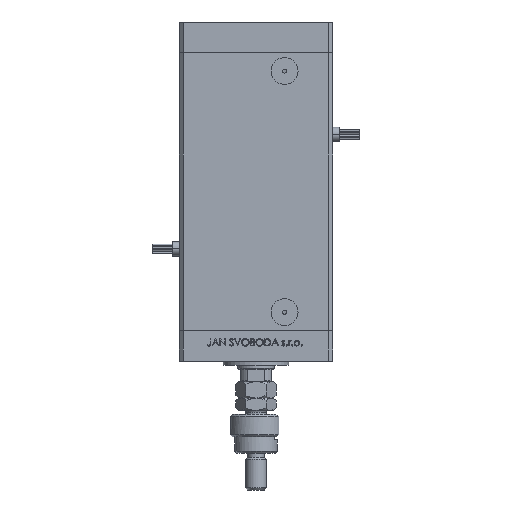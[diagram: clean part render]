
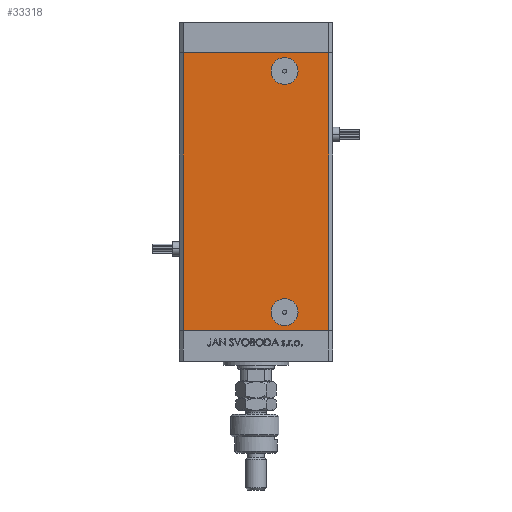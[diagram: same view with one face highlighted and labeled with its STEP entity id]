
A CAD part, front view. The second image highlights one B-rep face of the part: STEP entity #33318.
In plain terms, the highlighted planar face has unit normal (0, -1, 0).
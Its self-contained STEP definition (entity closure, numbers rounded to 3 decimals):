
#416 = EDGE_CURVE ( 'NONE', #17508, #44435, #36567, .T. ) ;
#547 = EDGE_LOOP ( 'NONE', ( #39697, #14861, #51785, #33140 ) ) ;
#1702 = CARTESIAN_POINT ( 'NONE',  ( 35.5, -32.5, 136. ) ) ;
#2129 = VECTOR ( 'NONE', #6520, 1000. ) ;
#2598 = CARTESIAN_POINT ( 'NONE',  ( 35.5, -32.5, 136. ) ) ;
#5178 = VERTEX_POINT ( 'NONE', #47407 ) ;
#6308 = DIRECTION ( 'NONE',  ( 0., -1., 0. ) ) ;
#6520 = DIRECTION ( 'NONE',  ( 0., 0., -1. ) ) ;
#7146 = VERTEX_POINT ( 'NONE', #16266 ) ;
#7885 = DIRECTION ( 'NONE',  ( 1., 0., 0. ) ) ;
#8524 = DIRECTION ( 'NONE',  ( 0., 1., 0. ) ) ;
#9578 = CARTESIAN_POINT ( 'NONE',  ( 14., -32.5, 2.42 ) ) ;
#11607 = EDGE_CURVE ( 'NONE', #50407, #33200, #41020, .T. ) ;
#11802 = LINE ( 'NONE', #34238, #24987 ) ;
#12251 = FACE_BOUND ( 'NONE', #33905, .T. ) ;
#13455 = CIRCLE ( 'NONE', #21497, 6.58 ) ;
#13612 = CARTESIAN_POINT ( 'NONE',  ( 14., -32.5, 9. ) ) ;
#14861 = ORIENTED_EDGE ( 'NONE', *, *, #11607, .F. ) ;
#15047 = DIRECTION ( 'NONE',  ( 0., 1., 0. ) ) ;
#16266 = CARTESIAN_POINT ( 'NONE',  ( 14., -32.5, 133.58 ) ) ;
#16442 = FACE_OUTER_BOUND ( 'NONE', #547, .T. ) ;
#17508 = VERTEX_POINT ( 'NONE', #9578 ) ;
#19398 = AXIS2_PLACEMENT_3D ( 'NONE', #23940, #6308, #23117 ) ;
#21497 = AXIS2_PLACEMENT_3D ( 'NONE', #47245, #8524, #47525 ) ;
#21923 = EDGE_CURVE ( 'NONE', #7146, #23143, #22115, .T. ) ;
#22115 = CIRCLE ( 'NONE', #55339, 6.58 ) ;
#22436 = ORIENTED_EDGE ( 'NONE', *, *, #416, .F. ) ;
#22532 = EDGE_LOOP ( 'NONE', ( #22436, #45712 ) ) ;
#23117 = DIRECTION ( 'NONE',  ( 0., 0., -1. ) ) ;
#23143 = VERTEX_POINT ( 'NONE', #23985 ) ;
#23940 = CARTESIAN_POINT ( 'NONE',  ( 14., -32.5, 9. ) ) ;
#23985 = CARTESIAN_POINT ( 'NONE',  ( 14., -32.5, 120.42 ) ) ;
#24987 = VECTOR ( 'NONE', #7885, 1000. ) ;
#25634 = AXIS2_PLACEMENT_3D ( 'NONE', #41166, #37212, #28509 ) ;
#28509 = DIRECTION ( 'NONE',  ( 0., 0., 1. ) ) ;
#28688 = EDGE_CURVE ( 'NONE', #23143, #7146, #13455, .T. ) ;
#29340 = FACE_BOUND ( 'NONE', #22532, .T. ) ;
#30265 = ORIENTED_EDGE ( 'NONE', *, *, #21923, .T. ) ;
#30475 = AXIS2_PLACEMENT_3D ( 'NONE', #13612, #47867, #43663 ) ;
#31282 = ORIENTED_EDGE ( 'NONE', *, *, #28688, .T. ) ;
#33003 = PLANE ( 'NONE',  #25634 ) ;
#33140 = ORIENTED_EDGE ( 'NONE', *, *, #49037, .T. ) ;
#33200 = VERTEX_POINT ( 'NONE', #53265 ) ;
#33318 = ADVANCED_FACE ( 'NONE', ( #29340, #16442, #12251 ), #33003, .F. ) ;
#33890 = CARTESIAN_POINT ( 'NONE',  ( -35.5, -32.5, 136. ) ) ;
#33905 = EDGE_LOOP ( 'NONE', ( #31282, #30265 ) ) ;
#34238 = CARTESIAN_POINT ( 'NONE',  ( -35.5, -32.5, 0. ) ) ;
#36567 = CIRCLE ( 'NONE', #19398, 6.58 ) ;
#37212 = DIRECTION ( 'NONE',  ( 0., 1., 0. ) ) ;
#37552 = LINE ( 'NONE', #33890, #38322 ) ;
#38322 = VECTOR ( 'NONE', #42893, 1000. ) ;
#39145 = EDGE_CURVE ( 'NONE', #5178, #50407, #37552, .T. ) ;
#39697 = ORIENTED_EDGE ( 'NONE', *, *, #41773, .T. ) ;
#40335 = CIRCLE ( 'NONE', #30475, 6.58 ) ;
#40648 = LINE ( 'NONE', #49640, #44004 ) ;
#41020 = LINE ( 'NONE', #2598, #2129 ) ;
#41156 = VERTEX_POINT ( 'NONE', #55315 ) ;
#41166 = CARTESIAN_POINT ( 'NONE',  ( -35.5, -32.5, 136. ) ) ;
#41773 = EDGE_CURVE ( 'NONE', #41156, #33200, #11802, .T. ) ;
#42893 = DIRECTION ( 'NONE',  ( 1., 0., 0. ) ) ;
#43663 = DIRECTION ( 'NONE',  ( 0., 0., -1. ) ) ;
#44004 = VECTOR ( 'NONE', #53861, 1000. ) ;
#44435 = VERTEX_POINT ( 'NONE', #54631 ) ;
#45712 = ORIENTED_EDGE ( 'NONE', *, *, #47901, .F. ) ;
#47245 = CARTESIAN_POINT ( 'NONE',  ( 14., -32.5, 127. ) ) ;
#47407 = CARTESIAN_POINT ( 'NONE',  ( -35.5, -32.5, 136. ) ) ;
#47525 = DIRECTION ( 'NONE',  ( 0., 0., -1. ) ) ;
#47867 = DIRECTION ( 'NONE',  ( 0., -1., 0. ) ) ;
#47901 = EDGE_CURVE ( 'NONE', #44435, #17508, #40335, .T. ) ;
#49037 = EDGE_CURVE ( 'NONE', #5178, #41156, #40648, .T. ) ;
#49640 = CARTESIAN_POINT ( 'NONE',  ( -35.5, -32.5, 136. ) ) ;
#50407 = VERTEX_POINT ( 'NONE', #1702 ) ;
#51785 = ORIENTED_EDGE ( 'NONE', *, *, #39145, .F. ) ;
#53265 = CARTESIAN_POINT ( 'NONE',  ( 35.5, -32.5, 0. ) ) ;
#53532 = CARTESIAN_POINT ( 'NONE',  ( 14., -32.5, 127. ) ) ;
#53861 = DIRECTION ( 'NONE',  ( 0., 0., -1. ) ) ;
#54631 = CARTESIAN_POINT ( 'NONE',  ( 14., -32.5, 15.58 ) ) ;
#54654 = DIRECTION ( 'NONE',  ( 0., 0., -1. ) ) ;
#55315 = CARTESIAN_POINT ( 'NONE',  ( -35.5, -32.5, 0. ) ) ;
#55339 = AXIS2_PLACEMENT_3D ( 'NONE', #53532, #15047, #54654 ) ;
